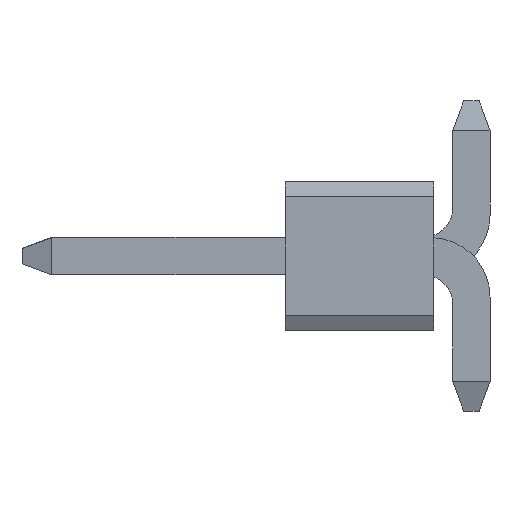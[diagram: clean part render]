
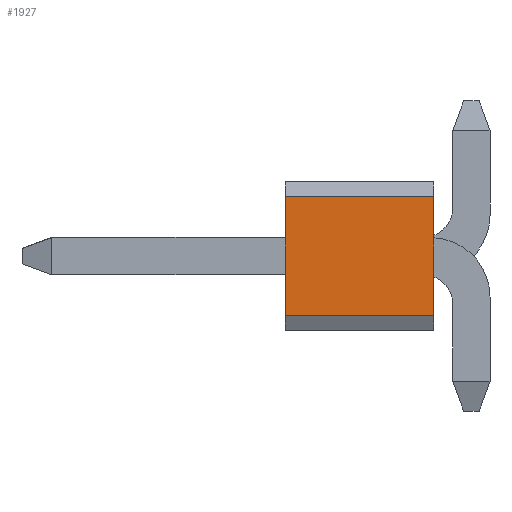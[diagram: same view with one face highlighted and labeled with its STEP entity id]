
A CAD part, left-side view. The second image highlights one B-rep face of the part: STEP entity #1927.
In plain terms, the highlighted planar face has unit normal (-1, 0, 0).
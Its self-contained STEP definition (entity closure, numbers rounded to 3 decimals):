
#253 = CARTESIAN_POINT ( 'NONE',  ( -1.27, 1.27, -1.016 ) ) ;
#254 = DIRECTION ( 'NONE',  ( 0., -1., 0. ) ) ;
#447 = CARTESIAN_POINT ( 'NONE',  ( -1.27, -1.27, -1.27 ) ) ;
#452 = DIRECTION ( 'NONE',  ( 0., 0., 1. ) ) ;
#621 = CARTESIAN_POINT ( 'NONE',  ( -1.27, 1.27, 1.016 ) ) ;
#622 = DIRECTION ( 'NONE',  ( 0., 1., 0. ) ) ;
#754 = CARTESIAN_POINT ( 'NONE',  ( -1.27, 1.27, -1.27 ) ) ;
#755 = DIRECTION ( 'NONE',  ( 0., 0., 1. ) ) ;
#870 = CARTESIAN_POINT ( 'NONE',  ( -1.27, 1.27, -1.27 ) ) ;
#871 = PLANE ( 'NONE',  #2843 ) ;
#882 = DIRECTION ( 'NONE',  ( 1., 0., 0. ) ) ;
#883 = DIRECTION ( 'NONE',  ( 0., 0., -1. ) ) ;
#1422 = EDGE_CURVE ( 'NONE', #3274, #3208, #4251, .T. ) ;
#1518 = EDGE_CURVE ( 'NONE', #3208, #3153, #2959, .T. ) ;
#1599 = EDGE_CURVE ( 'NONE', #3153, #3308, #3061, .T. ) ;
#1664 = EDGE_CURVE ( 'NONE', #3274, #3308, #4047, .T. ) ;
#1927 = ADVANCED_FACE ( 'NONE', ( #3663 ), #871, .F. ) ;
#2343 = EDGE_LOOP ( 'NONE', ( #5632, #5529, #5588, #5533 ) ) ;
#2843 = AXIS2_PLACEMENT_3D ( 'NONE', #870, #882, #883 ) ;
#2959 = LINE ( 'NONE', #447, #2967 ) ;
#2967 = VECTOR ( 'NONE', #452, 1000. ) ;
#3061 = LINE ( 'NONE', #621, #3066 ) ;
#3066 = VECTOR ( 'NONE', #622, 1000. ) ;
#3153 = VERTEX_POINT ( 'NONE', #4863 ) ;
#3208 = VERTEX_POINT ( 'NONE', #4933 ) ;
#3274 = VERTEX_POINT ( 'NONE', #4999 ) ;
#3308 = VERTEX_POINT ( 'NONE', #5033 ) ;
#3663 = FACE_OUTER_BOUND ( 'NONE', #2343, .T. ) ;
#4035 = VECTOR ( 'NONE', #755, 1000. ) ;
#4047 = LINE ( 'NONE', #754, #4035 ) ;
#4236 = VECTOR ( 'NONE', #254, 1000. ) ;
#4251 = LINE ( 'NONE', #253, #4236 ) ;
#4863 = CARTESIAN_POINT ( 'NONE',  ( -1.27, -1.27, 1.016 ) ) ;
#4933 = CARTESIAN_POINT ( 'NONE',  ( -1.27, -1.27, -1.016 ) ) ;
#4999 = CARTESIAN_POINT ( 'NONE',  ( -1.27, 1.27, -1.016 ) ) ;
#5033 = CARTESIAN_POINT ( 'NONE',  ( -1.27, 1.27, 1.016 ) ) ;
#5529 = ORIENTED_EDGE ( 'NONE', *, *, #1422, .T. ) ;
#5533 = ORIENTED_EDGE ( 'NONE', *, *, #1599, .T. ) ;
#5588 = ORIENTED_EDGE ( 'NONE', *, *, #1518, .T. ) ;
#5632 = ORIENTED_EDGE ( 'NONE', *, *, #1664, .F. ) ;
